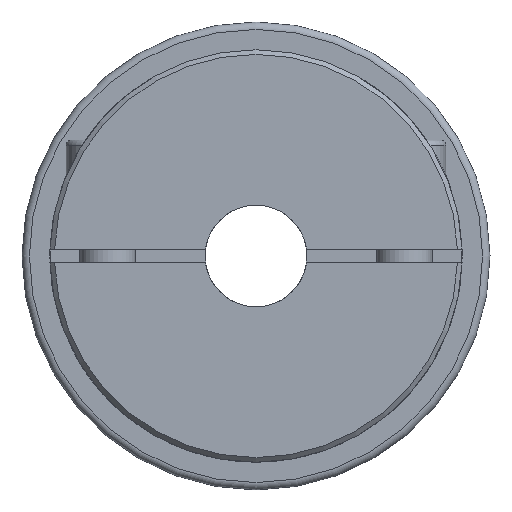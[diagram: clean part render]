
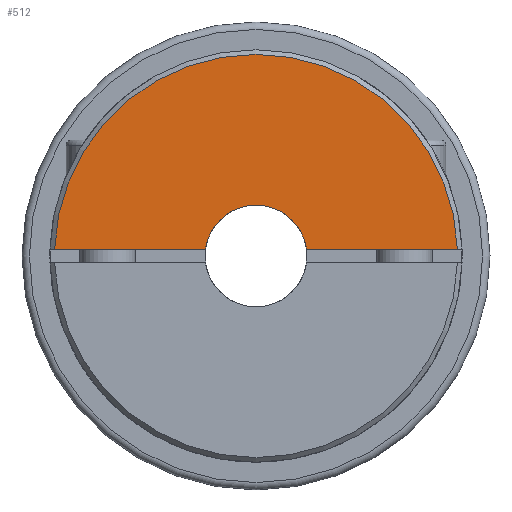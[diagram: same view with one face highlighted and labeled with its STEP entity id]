
A CAD part, left-side view. The second image highlights one B-rep face of the part: STEP entity #512.
In plain terms, the highlighted planar face has unit normal (-1, 0, 0).
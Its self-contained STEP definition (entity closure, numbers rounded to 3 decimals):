
#512 = ADVANCED_FACE( '', ( #1130 ), #1131, .F. );
#1130 = FACE_OUTER_BOUND( '', #1757, .T. );
#1131 = PLANE( '', #1758 );
#1757 = EDGE_LOOP( '', ( #2957, #2958, #2959, #2960 ) );
#1758 = AXIS2_PLACEMENT_3D( '', #2961, #2962, #2963 );
#2957 = ORIENTED_EDGE( '', *, *, #3440, .F. );
#2958 = ORIENTED_EDGE( '', *, *, #3117, .T. );
#2959 = ORIENTED_EDGE( '', *, *, #3405, .F. );
#2960 = ORIENTED_EDGE( '', *, *, #3473, .T. );
#2961 = CARTESIAN_POINT( '', ( -47.321, 0., 8. ) );
#2962 = DIRECTION( '', ( 1., 0., 0. ) );
#2963 = DIRECTION( '', ( 0., 0., 1. ) );
#3117 = EDGE_CURVE( '', #3615, #3621, #3623, .T. );
#3405 = EDGE_CURVE( '', #4048, #3621, #4050, .T. );
#3440 = EDGE_CURVE( '', #3615, #4090, #4091, .F. );
#3473 = EDGE_CURVE( '', #4048, #4090, #4127, .T. );
#3615 = VERTEX_POINT( '', #4364 );
#3621 = VERTEX_POINT( '', #4373 );
#3623 = LINE( '', #4376, #4377 );
#4048 = VERTEX_POINT( '', #5516 );
#4050 = CIRCLE( '', #5519, 43.5 );
#4090 = VERTEX_POINT( '', #5567 );
#4091 = CIRCLE( '', #5568, 11. );
#4127 = LINE( '', #5608, #5609 );
#4364 = CARTESIAN_POINT( '', ( -47.321, -10.897, 1.5 ) );
#4373 = CARTESIAN_POINT( '', ( -47.321, -43.474, 1.5 ) );
#4376 = CARTESIAN_POINT( '', ( -47.321, 0., 1.5 ) );
#4377 = VECTOR( '', #5746, 1000. );
#5516 = CARTESIAN_POINT( '', ( -47.321, 43.474, 1.5 ) );
#5519 = AXIS2_PLACEMENT_3D( '', #6103, #6104, #6105 );
#5567 = CARTESIAN_POINT( '', ( -47.321, 10.897, 1.5 ) );
#5568 = AXIS2_PLACEMENT_3D( '', #6129, #6130, #6131 );
#5608 = CARTESIAN_POINT( '', ( -47.321, 0., 1.5 ) );
#5609 = VECTOR( '', #6151, 1000. );
#5746 = DIRECTION( '', ( 0., -1., 0. ) );
#6103 = CARTESIAN_POINT( '', ( -47.321, 0., 0. ) );
#6104 = DIRECTION( '', ( 1., 0., 0. ) );
#6105 = DIRECTION( '', ( 0., 0., 1. ) );
#6129 = CARTESIAN_POINT( '', ( -47.321, 0., 0. ) );
#6130 = DIRECTION( '', ( 1., 0., 0. ) );
#6131 = DIRECTION( '', ( 0., 0., -1. ) );
#6151 = DIRECTION( '', ( 0., -1., 0. ) );
